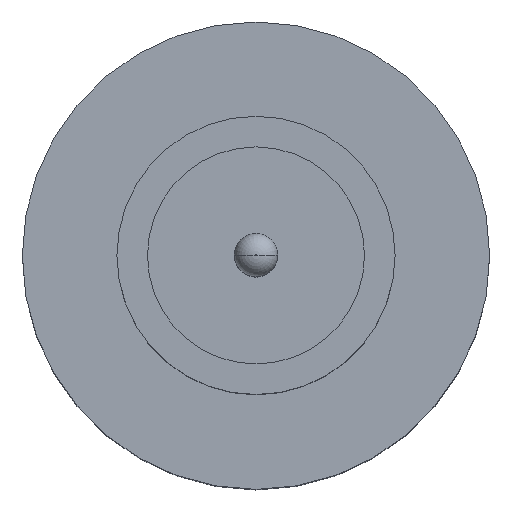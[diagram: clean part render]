
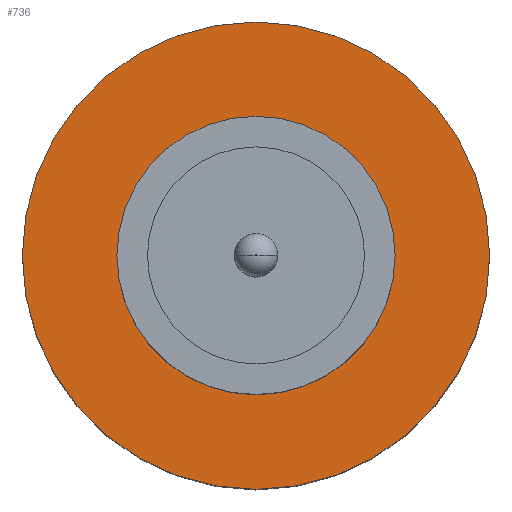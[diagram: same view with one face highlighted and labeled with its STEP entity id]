
A CAD part, top view. The second image highlights one B-rep face of the part: STEP entity #736.
In plain terms, the highlighted planar face has unit normal (0, 0, 1).
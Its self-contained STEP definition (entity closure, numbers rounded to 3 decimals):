
#12 = AXIS2_PLACEMENT_3D ( 'NONE', #542, #129, #545 ) ;
#22 = DIRECTION ( 'NONE',  ( 0., 0., 1. ) ) ;
#41 = DIRECTION ( 'NONE',  ( 0., 0., 1. ) ) ;
#47 = DIRECTION ( 'NONE',  ( 1., 0., 0. ) ) ;
#58 = CIRCLE ( 'NONE', #553, 2.1 ) ;
#60 = EDGE_CURVE ( 'NONE', #416, #879, #867, .T. ) ;
#109 = FACE_OUTER_BOUND ( 'NONE', #429, .T. ) ;
#129 = DIRECTION ( 'NONE',  ( 0., 0., 1. ) ) ;
#150 = DIRECTION ( 'NONE',  ( 0., 0., 1. ) ) ;
#185 = CARTESIAN_POINT ( 'NONE',  ( -2.1, 0., 1.55 ) ) ;
#188 = DIRECTION ( 'NONE',  ( 0., 0., 1. ) ) ;
#189 = ORIENTED_EDGE ( 'NONE', *, *, #199, .F. ) ;
#196 = CARTESIAN_POINT ( 'NONE',  ( 0., 0., 1.55 ) ) ;
#199 = EDGE_CURVE ( 'NONE', #879, #416, #353, .T. ) ;
#220 = EDGE_CURVE ( 'NONE', #482, #607, #58, .T. ) ;
#229 = CARTESIAN_POINT ( 'NONE',  ( 2.1, 0., 1.55 ) ) ;
#232 = CARTESIAN_POINT ( 'NONE',  ( 0., 0., 1.55 ) ) ;
#294 = AXIS2_PLACEMENT_3D ( 'NONE', #569, #150, #372 ) ;
#340 = PLANE ( 'NONE',  #12 ) ;
#347 = AXIS2_PLACEMENT_3D ( 'NONE', #232, #22, #565 ) ;
#353 = CIRCLE ( 'NONE', #294, 1.25 ) ;
#372 = DIRECTION ( 'NONE',  ( 1., 0., 0. ) ) ;
#392 = AXIS2_PLACEMENT_3D ( 'NONE', #196, #188, #676 ) ;
#416 = VERTEX_POINT ( 'NONE', #902 ) ;
#429 = EDGE_LOOP ( 'NONE', ( #515, #795 ) ) ;
#482 = VERTEX_POINT ( 'NONE', #229 ) ;
#515 = ORIENTED_EDGE ( 'NONE', *, *, #768, .T. ) ;
#542 = CARTESIAN_POINT ( 'NONE',  ( 0., 0., 1.55 ) ) ;
#545 = DIRECTION ( 'NONE',  ( 1., 0., 0. ) ) ;
#553 = AXIS2_PLACEMENT_3D ( 'NONE', #720, #41, #47 ) ;
#565 = DIRECTION ( 'NONE',  ( 1., 0., 0. ) ) ;
#569 = CARTESIAN_POINT ( 'NONE',  ( 0., 0., 1.55 ) ) ;
#607 = VERTEX_POINT ( 'NONE', #185 ) ;
#676 = DIRECTION ( 'NONE',  ( 1., 0., 0. ) ) ;
#720 = CARTESIAN_POINT ( 'NONE',  ( 0., 0., 1.55 ) ) ;
#734 = FACE_BOUND ( 'NONE', #880, .T. ) ;
#736 = ADVANCED_FACE ( 'NONE', ( #734, #109 ), #340, .T. ) ;
#757 = CIRCLE ( 'NONE', #392, 2.1 ) ;
#759 = ORIENTED_EDGE ( 'NONE', *, *, #60, .F. ) ;
#768 = EDGE_CURVE ( 'NONE', #607, #482, #757, .T. ) ;
#795 = ORIENTED_EDGE ( 'NONE', *, *, #220, .T. ) ;
#856 = CARTESIAN_POINT ( 'NONE',  ( -1.25, 0., 1.55 ) ) ;
#867 = CIRCLE ( 'NONE', #347, 1.25 ) ;
#879 = VERTEX_POINT ( 'NONE', #856 ) ;
#880 = EDGE_LOOP ( 'NONE', ( #759, #189 ) ) ;
#902 = CARTESIAN_POINT ( 'NONE',  ( 1.25, 0., 1.55 ) ) ;
